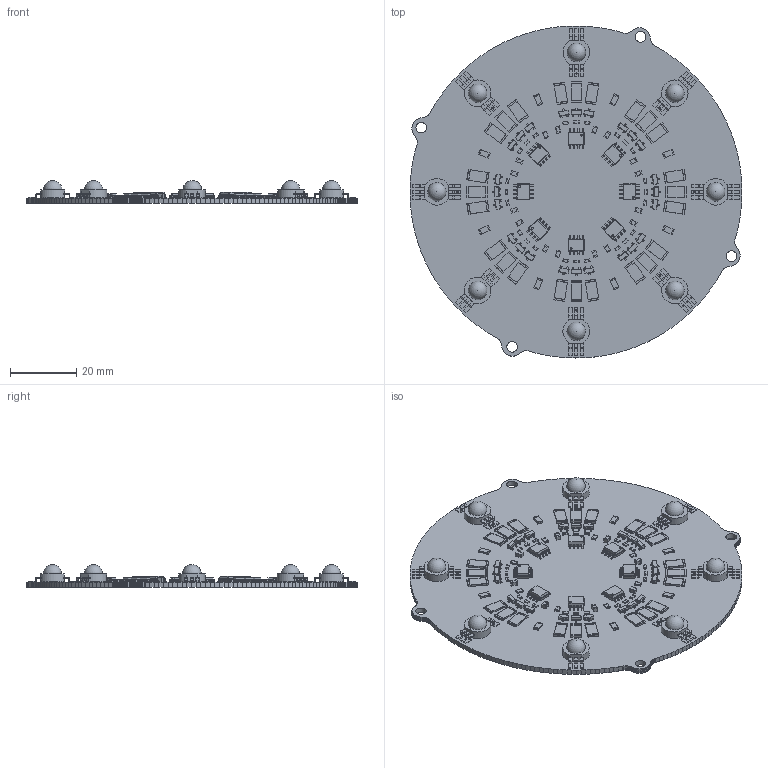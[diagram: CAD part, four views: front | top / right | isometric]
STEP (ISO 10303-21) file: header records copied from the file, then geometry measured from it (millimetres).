
FILE_DESCRIPTION(('KiCad electronic assembly'),'2;1');
FILE_NAME('chandelierLEDPCB.step','2023-12-22T18:47:33',('Pcbnew'),( 'Kicad'),'Open CASCADE STEP processor 7.7','KiCad to STEP converter' ,'Unknown');
FILE_SCHEMA(('AUTOMOTIVE_DESIGN { 1 0 10303 214 1 1 1 1 }'));
Length unit declared in the file: millimetre
Products named in the file (18): chandelierLEDPCB 1; R_0603_1608Metric; SOLID; SOT-23; R_2512_6332Metric; R_0805_2012Metric; C_0805_2012Metric; R_1206_3216Metric; 9Wled; SOIC-8_3.9x4.9mm_P1.27mm; _autosave-chandelierLEDPCB PCB
Assembly tree (121 placements, depth 3):
  chandelierLEDPCB 1
    R_0603_1608Metric  x24
      SOLID
    SOT-23  x24
      SOLID
    R_2512_6332Metric  x24
      SOLID
    R_0805_2012Metric  x8
      SOLID
    C_0805_2012Metric  x8
      SOLID
    R_1206_3216Metric  x8
      SOLID
    9Wled  x8
      SOLID
    SOIC-8_3.9x4.9mm_P1.27mm  x8
      SOLID
    _autosave-chandelierLEDPCB PCB
Bounding box: 100 x 100 x 6.83 mm (x, y, z)
Volume: 14490.9 mm3; surface area: 21085 mm2
Topology: 113 solids, 113 shells, 6110 faces, 15772 edges, 9944 vertices
Faces by surface type: plane 3818, cylinder 1380, bspline 904, sphere 8
Full cylindrical faces by diameter (mm): 0.6 x8, 3.2 x4, 5 x8
Entity records: 59108 total; most frequent: CARTESIAN_POINT 10618, DIRECTION 8447, LINE 6074, VECTOR 6074, ORIENTED_EDGE 4504, PCURVE 4504, DEFINITIONAL_REPRESENTATION 4504, EDGE_CURVE 2252
